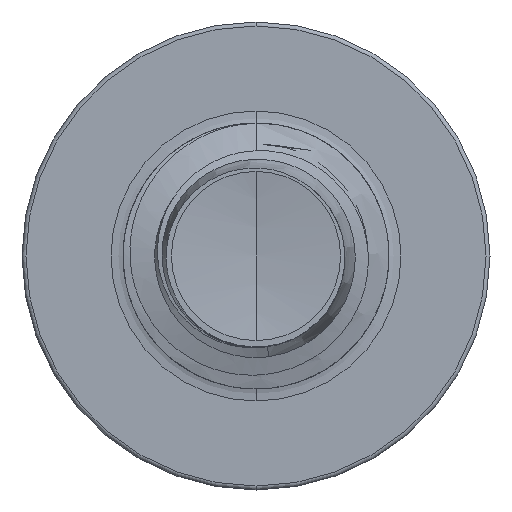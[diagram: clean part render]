
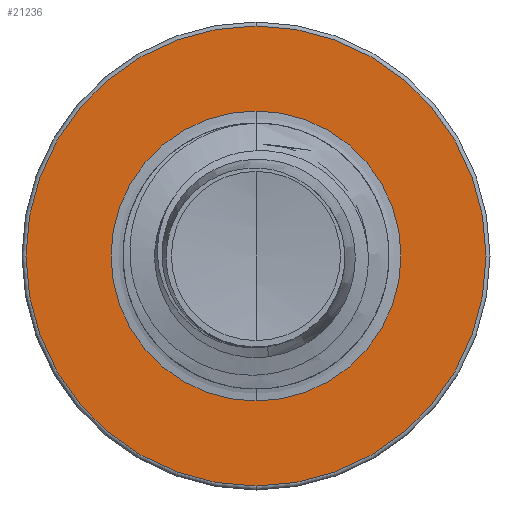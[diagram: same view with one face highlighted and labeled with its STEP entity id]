
A CAD part, front view. The second image highlights one B-rep face of the part: STEP entity #21236.
In plain terms, the highlighted planar face has unit normal (0, -1, 0).
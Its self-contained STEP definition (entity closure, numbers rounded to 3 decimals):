
#162 = CIRCLE ( 'NONE', #17390, 1.363 ) ;
#1158 = FACE_BOUND ( 'NONE', #21753, .T. ) ;
#1951 = ORIENTED_EDGE ( 'NONE', *, *, #16117, .T. ) ;
#2564 = CIRCLE ( 'NONE', #19382, 2.163 ) ;
#2670 = ORIENTED_EDGE ( 'NONE', *, *, #27875, .T. ) ;
#2948 = AXIS2_PLACEMENT_3D ( 'NONE', #26297, #11307, #28654 ) ;
#3267 = DIRECTION ( 'NONE',  ( 0., 1., 0. ) ) ;
#4084 = VERTEX_POINT ( 'NONE', #16409 ) ;
#6880 = CIRCLE ( 'NONE', #30400, 2.163 ) ;
#6917 = CARTESIAN_POINT ( 'NONE',  ( 0., 12.5, 2.163 ) ) ;
#7522 = CARTESIAN_POINT ( 'NONE',  ( 0., 12.5, 0. ) ) ;
#8100 = EDGE_CURVE ( 'NONE', #9133, #4084, #2564, .T. ) ;
#9133 = VERTEX_POINT ( 'NONE', #6917 ) ;
#9689 = CARTESIAN_POINT ( 'NONE',  ( 0., 12.5, -1.363 ) ) ;
#10226 = DIRECTION ( 'NONE',  ( 0., 0., 1. ) ) ;
#11307 = DIRECTION ( 'NONE',  ( 0., 1., 0. ) ) ;
#14997 = DIRECTION ( 'NONE',  ( 0., 1., 0. ) ) ;
#15501 = DIRECTION ( 'NONE',  ( 0., 1., 0. ) ) ;
#15663 = ORIENTED_EDGE ( 'NONE', *, *, #8100, .F. ) ;
#16117 = EDGE_CURVE ( 'NONE', #26122, #26386, #20386, .T. ) ;
#16409 = CARTESIAN_POINT ( 'NONE',  ( 0., 12.5, -2.162 ) ) ;
#17390 = AXIS2_PLACEMENT_3D ( 'NONE', #7522, #25309, #10226 ) ;
#19167 = CARTESIAN_POINT ( 'NONE',  ( 0., 12.5, 0. ) ) ;
#19382 = AXIS2_PLACEMENT_3D ( 'NONE', #19167, #3267, #21650 ) ;
#20386 = CIRCLE ( 'NONE', #2948, 1.363 ) ;
#20536 = ORIENTED_EDGE ( 'NONE', *, *, #27915, .F. ) ;
#21236 = ADVANCED_FACE ( 'NONE', ( #28677, #1158 ), #24816, .F. ) ;
#21650 = DIRECTION ( 'NONE',  ( 0., 0., 1. ) ) ;
#21753 = EDGE_LOOP ( 'NONE', ( #2670, #1951 ) ) ;
#23577 = EDGE_LOOP ( 'NONE', ( #15663, #20536 ) ) ;
#24816 = PLANE ( 'NONE',  #29118 ) ;
#25309 = DIRECTION ( 'NONE',  ( 0., 1., 0. ) ) ;
#26122 = VERTEX_POINT ( 'NONE', #27671 ) ;
#26297 = CARTESIAN_POINT ( 'NONE',  ( 0., 12.5, 0. ) ) ;
#26386 = VERTEX_POINT ( 'NONE', #28789 ) ;
#27671 = CARTESIAN_POINT ( 'NONE',  ( 0., 12.5, -1.363 ) ) ;
#27875 = EDGE_CURVE ( 'NONE', #26386, #26122, #162, .T. ) ;
#27915 = EDGE_CURVE ( 'NONE', #4084, #9133, #6880, .T. ) ;
#28654 = DIRECTION ( 'NONE',  ( 0., 0., 1. ) ) ;
#28677 = FACE_OUTER_BOUND ( 'NONE', #23577, .T. ) ;
#28789 = CARTESIAN_POINT ( 'NONE',  ( 0., 12.5, 1.363 ) ) ;
#29118 = AXIS2_PLACEMENT_3D ( 'NONE', #9689, #14997, #32066 ) ;
#30105 = CARTESIAN_POINT ( 'NONE',  ( 0., 12.5, 0. ) ) ;
#30400 = AXIS2_PLACEMENT_3D ( 'NONE', #30105, #15501, #32594 ) ;
#32066 = DIRECTION ( 'NONE',  ( 0., 0., 1. ) ) ;
#32594 = DIRECTION ( 'NONE',  ( 0., 0., 1. ) ) ;
